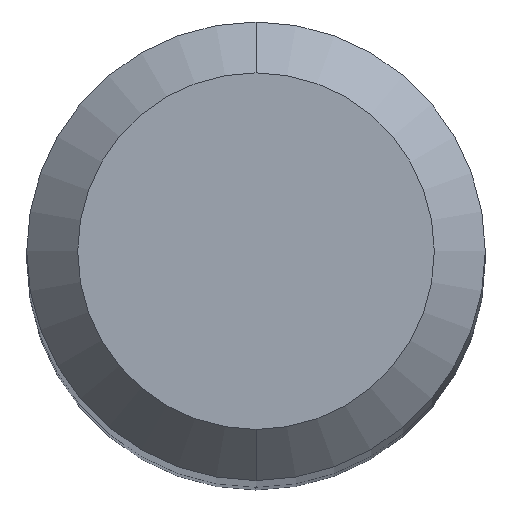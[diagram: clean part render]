
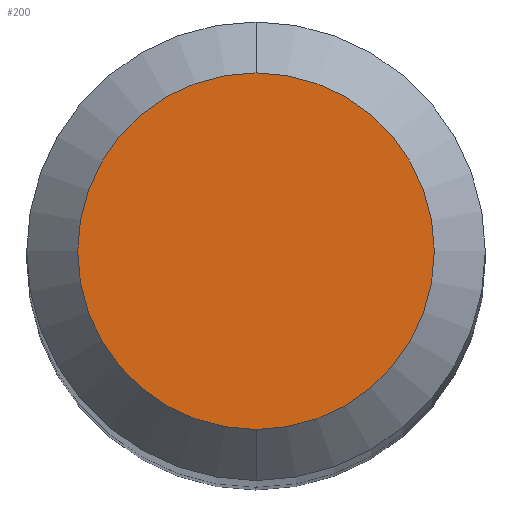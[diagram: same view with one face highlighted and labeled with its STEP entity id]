
A CAD part, top view. The second image highlights one B-rep face of the part: STEP entity #200.
In plain terms, the highlighted planar face has unit normal (0, 0, 1).
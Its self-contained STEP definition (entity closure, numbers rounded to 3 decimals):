
#25 = DIRECTION ( 'NONE',  ( 0., 0., -1. ) ) ;
#28 = FACE_OUTER_BOUND ( 'NONE', #135, .T. ) ;
#32 = DIRECTION ( 'NONE',  ( 0., 0., -1. ) ) ;
#33 = ORIENTED_EDGE ( 'NONE', *, *, #76, .F. ) ;
#72 = DIRECTION ( 'NONE',  ( 0., 1., 0. ) ) ;
#76 = EDGE_CURVE ( 'NONE', #318, #208, #129, .T. ) ;
#101 = CIRCLE ( 'NONE', #279, 2.1 ) ;
#129 = CIRCLE ( 'NONE', #167, 2.1 ) ;
#131 = PLANE ( 'NONE',  #264 ) ;
#135 = EDGE_LOOP ( 'NONE', ( #33, #211 ) ) ;
#166 = CARTESIAN_POINT ( 'NONE',  ( 0., 0., 66. ) ) ;
#167 = AXIS2_PLACEMENT_3D ( 'NONE', #337, #25, #72 ) ;
#200 = ADVANCED_FACE ( 'NONE', ( #28 ), #131, .F. ) ;
#208 = VERTEX_POINT ( 'NONE', #326 ) ;
#211 = ORIENTED_EDGE ( 'NONE', *, *, #260, .F. ) ;
#225 = CARTESIAN_POINT ( 'NONE',  ( 0., 0., 66. ) ) ;
#226 = DIRECTION ( 'NONE',  ( 0., 1., 0. ) ) ;
#260 = EDGE_CURVE ( 'NONE', #208, #318, #101, .T. ) ;
#264 = AXIS2_PLACEMENT_3D ( 'NONE', #225, #32, #226 ) ;
#273 = DIRECTION ( 'NONE',  ( 0., 0., -1. ) ) ;
#279 = AXIS2_PLACEMENT_3D ( 'NONE', #166, #273, #305 ) ;
#281 = CARTESIAN_POINT ( 'NONE',  ( 0., 2.1, 66. ) ) ;
#305 = DIRECTION ( 'NONE',  ( 0., 1., 0. ) ) ;
#318 = VERTEX_POINT ( 'NONE', #281 ) ;
#326 = CARTESIAN_POINT ( 'NONE',  ( 0., -2.1, 66. ) ) ;
#337 = CARTESIAN_POINT ( 'NONE',  ( 0., 0., 66. ) ) ;
